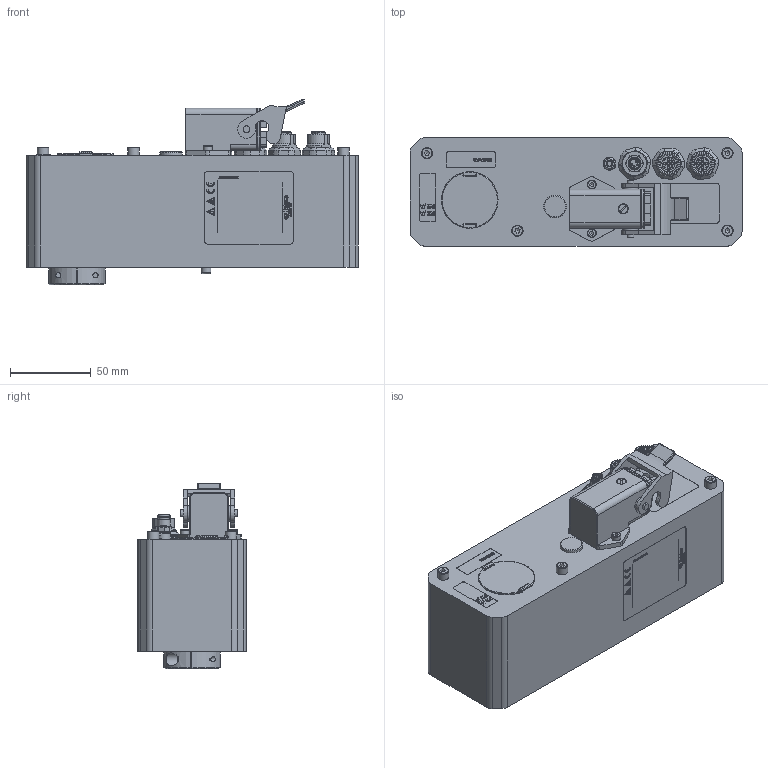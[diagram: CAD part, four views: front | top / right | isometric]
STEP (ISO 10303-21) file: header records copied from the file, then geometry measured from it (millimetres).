
FILE_DESCRIPTION(/* description */ (''),/* implementation_level */ '2;1');
FILE_NAME(/* name */ '7300.017953C_PSE34xx-14-IE-T-65.stp',/* time_stamp */ '2022-11-10T13:58:22+01:00',/* author */ ('stefan.mueller'),/* organization */ (''),/* preprocessor_version */ 'ST-DEVELOPER v18.1',/* originating_system */ 'Autodesk Inventor 2021',/* authorisation */ '');
FILE_SCHEMA (('AUTOMOTIVE_DESIGN { 1 0 10303 214 3 1 1 }'));
Products named in the file (1): ENG-112043.017953_Shrinkwrap_1
Bounding box: 205.5 x 67.4 x 115.07 mm (x, y, z)
Volume: 982793.1 mm3; surface area: 88547.1 mm2
Topology: 1 solids, 8 shells, 2156 faces, 5737 edges, 3692 vertices
Faces by surface type: plane 1152, bspline 400, cylinder 384, torus 80, cone 79, sphere 61
Full cylindrical faces by diameter (mm): 1 x4, 1.1 x8, 1.2 x2, 1.6 x13, 3 x1, 3.242 x2, 3.4 x1, 4 x8, 4.2 x2, 4.3 x2, 4.5 x6, 5.5 x2, 5.8 x1, 6 x1, 6.5 x1, 6.9 x1, 7 x6, 7.5 x2, 8 x6, 9.5 x2, 10 x2, 10.917 x2, 14 x2, 14.4 x1, 15.2 x1, 35 x1, 37 x1
Entity records: 72651 total; most frequent: CARTESIAN_POINT 19232, ORIENTED_EDGE 11362, DIRECTION 9298, EDGE_CURVE 5681, VERTEX_POINT 3692, LINE 3460, VECTOR 3460, AXIS2_PLACEMENT_3D 2919
